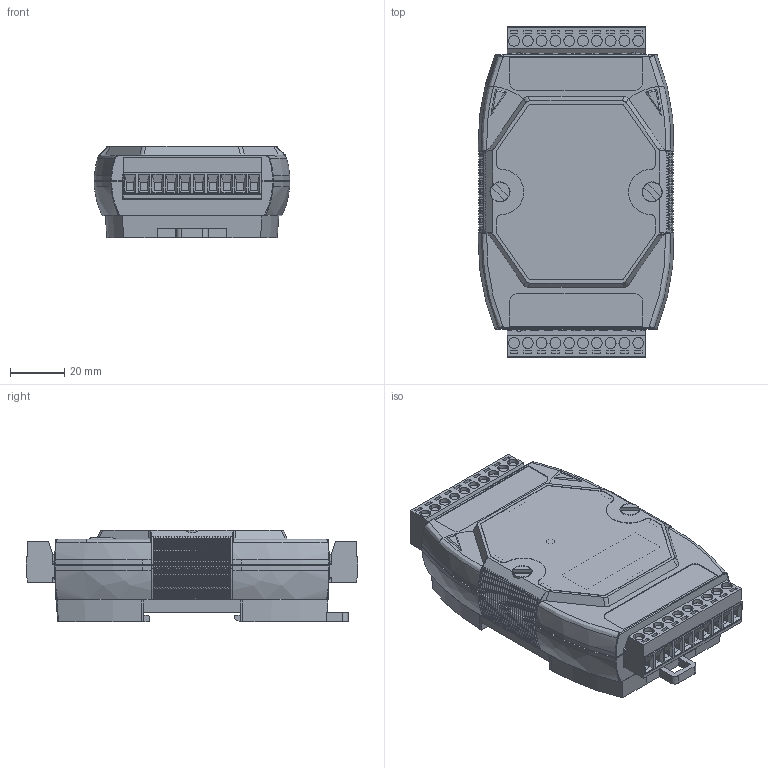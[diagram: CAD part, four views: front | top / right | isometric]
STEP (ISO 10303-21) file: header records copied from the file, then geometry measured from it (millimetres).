
FILE_DESCRIPTION (( 'STEP AP203' ), '1' );
FILE_NAME ('I-7016, I-7017, I-7052D, I-7060D, I-7063AD, I-7063D, I-7067, I-7019R, I-7024.STEP', '2022-10-12T03:20:21', ( 'Windows 使用者' ), ( '' ), 'SwSTEP 2.0', 'SolidWorks 2020', '' );
FILE_SCHEMA (( 'CONFIG_CONTROL_DESIGN' ));
Length unit declared in the file: millimetre
Products named in the file (10): 7000-PCGai.sldasm-Part-1; I-7016, I-7017, I-7052D, I-7060D, I-7063AD, I-7063D, I-7067, I-7019R, I-7024; 7K_PCB; 4SIPP-701-BB; Block-5.08-10pin-M; DC-PowerPin(5.08)-10pin-90; 10 pin 5.08; 7K_Sticker; 4SAPP-005-A; 4SIPP-701-AB
Assembly tree (11 placements, depth 3):
  I-7016, I-7017, I-7052D, I-7060D, I-7063AD, I-7063D, I-7067, I-7019R, I-7024
    4SIPP-701-BB
    4SIPP-701-AB
    4SAPP-005-A
    7000-PCGai.sldasm-Part-1  x2
    7K_PCB
    7K_Sticker
    10 pin 5.08  x2
      Block-5.08-10pin-M
      DC-PowerPin(5.08)-10pin-90
Bounding box: 72.04 x 122 x 33.6 mm (x, y, z)
Volume: 69144.6 mm3; surface area: 88083.5 mm2
Topology: 11 solids, 11 shells, 3521 faces, 9806 edges, 6433 vertices
Faces by surface type: plane 2060, cylinder 537, bspline 344, cone 300, torus 238, sphere 42
Entity records: 101736 total; most frequent: CARTESIAN_POINT 35917, ORIENTED_EDGE 15190, DIRECTION 11488, EDGE_CURVE 7595, VERTEX_POINT 4999, AXIS2_PLACEMENT_3D 4030, LINE 3428, VECTOR 3428
